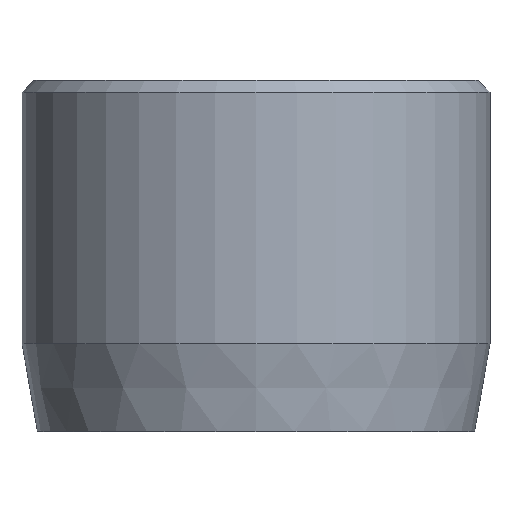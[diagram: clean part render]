
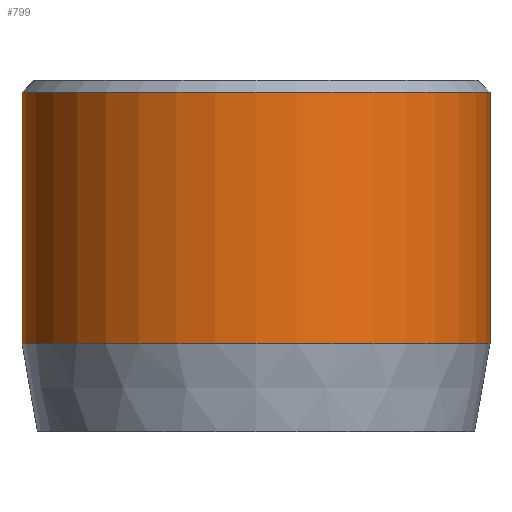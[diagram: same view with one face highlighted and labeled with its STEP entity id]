
A CAD part, front view. The second image highlights one B-rep face of the part: STEP entity #799.
In plain terms, the highlighted cylindrical face has radius 4 mm (diameter 8 mm), a partial arc.
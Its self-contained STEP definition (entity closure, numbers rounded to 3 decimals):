
#106 = CARTESIAN_POINT ( 'NONE',  ( -4., 0., 1.5 ) ) ;
#146 = VERTEX_POINT ( 'NONE', #369 ) ;
#147 = DIRECTION ( 'NONE',  ( 0., 0., 1. ) ) ;
#189 = VERTEX_POINT ( 'NONE', #928 ) ;
#291 = EDGE_CURVE ( 'NONE', #146, #1192, #353, .T. ) ;
#317 = EDGE_CURVE ( 'NONE', #189, #146, #822, .T. ) ;
#338 = ORIENTED_EDGE ( 'NONE', *, *, #833, .T. ) ;
#353 = LINE ( 'NONE', #732, #1118 ) ;
#362 = CARTESIAN_POINT ( 'NONE',  ( 4., 0., 6. ) ) ;
#369 = CARTESIAN_POINT ( 'NONE',  ( -4., 0., 5.8 ) ) ;
#452 = CARTESIAN_POINT ( 'NONE',  ( 4., 0., 1.5 ) ) ;
#461 = DIRECTION ( 'NONE',  ( 0., 0., -1. ) ) ;
#496 = AXIS2_PLACEMENT_3D ( 'NONE', #723, #147, #817 ) ;
#522 = CARTESIAN_POINT ( 'NONE',  ( 0., 0., 6. ) ) ;
#566 = CYLINDRICAL_SURFACE ( 'NONE', #629, 4. ) ;
#569 = DIRECTION ( 'NONE',  ( 1., 0., 0. ) ) ;
#570 = DIRECTION ( 'NONE',  ( 0., 0., -1. ) ) ;
#573 = CARTESIAN_POINT ( 'NONE',  ( 0., 0., 5.8 ) ) ;
#625 = EDGE_LOOP ( 'NONE', ( #685, #638, #1121, #338 ) ) ;
#629 = AXIS2_PLACEMENT_3D ( 'NONE', #522, #715, #1080 ) ;
#638 = ORIENTED_EDGE ( 'NONE', *, *, #317, .T. ) ;
#685 = ORIENTED_EDGE ( 'NONE', *, *, #931, .F. ) ;
#715 = DIRECTION ( 'NONE',  ( 0., 0., -1. ) ) ;
#723 = CARTESIAN_POINT ( 'NONE',  ( 0., 0., 1.5 ) ) ;
#731 = LINE ( 'NONE', #362, #1001 ) ;
#732 = CARTESIAN_POINT ( 'NONE',  ( -4., 0., 6. ) ) ;
#797 = AXIS2_PLACEMENT_3D ( 'NONE', #573, #570, #569 ) ;
#799 = ADVANCED_FACE ( 'NONE', ( #847 ), #566, .T. ) ;
#817 = DIRECTION ( 'NONE',  ( 1., 0., 0. ) ) ;
#822 = CIRCLE ( 'NONE', #797, 4. ) ;
#833 = EDGE_CURVE ( 'NONE', #1192, #886, #1026, .T. ) ;
#847 = FACE_OUTER_BOUND ( 'NONE', #625, .T. ) ;
#886 = VERTEX_POINT ( 'NONE', #452 ) ;
#928 = CARTESIAN_POINT ( 'NONE',  ( 4., 0., 5.8 ) ) ;
#931 = EDGE_CURVE ( 'NONE', #189, #886, #731, .T. ) ;
#934 = DIRECTION ( 'NONE',  ( 0., 0., -1. ) ) ;
#1001 = VECTOR ( 'NONE', #461, 1000. ) ;
#1026 = CIRCLE ( 'NONE', #496, 4. ) ;
#1080 = DIRECTION ( 'NONE',  ( -1., 0., 0. ) ) ;
#1118 = VECTOR ( 'NONE', #934, 1000. ) ;
#1121 = ORIENTED_EDGE ( 'NONE', *, *, #291, .T. ) ;
#1192 = VERTEX_POINT ( 'NONE', #106 ) ;
